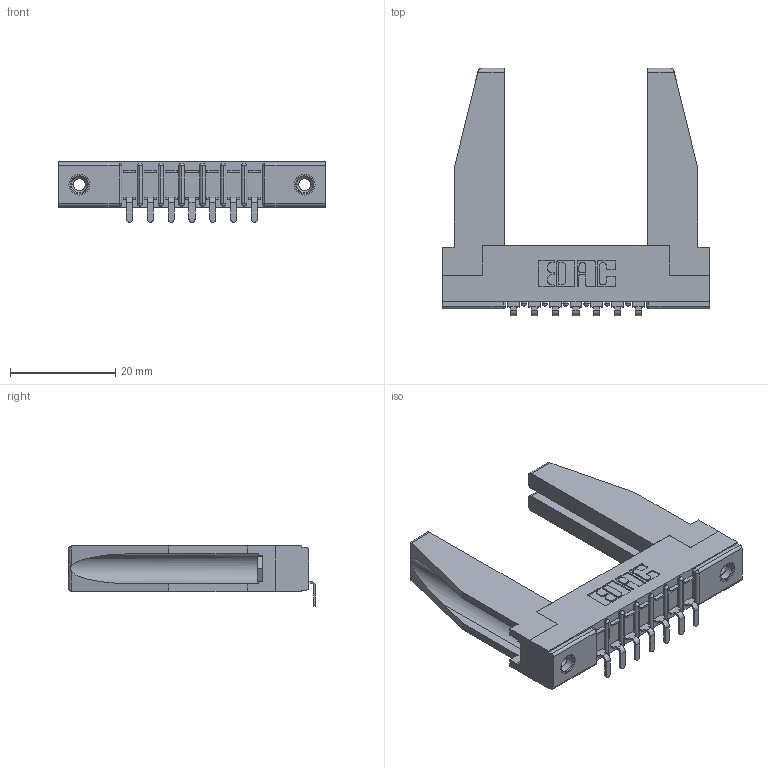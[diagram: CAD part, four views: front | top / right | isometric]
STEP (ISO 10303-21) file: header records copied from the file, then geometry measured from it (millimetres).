
FILE_DESCRIPTION (( 'STEP AP203' ), '1' );
FILE_NAME ('357-007-553-178.STEP', '2019-09-16T17:27:25', ( '' ), ( '' ), 'SwSTEP 2.0', 'SolidWorks 2016', '' );
FILE_SCHEMA (( 'CONFIG_CONTROL_DESIGN' ));
Length unit declared in the file: inch
Products named in the file (5): 357-007-553-178; 345-250-001_345-250-001-102; 307-220-078; 307-290-002_553; 307 Part_.156 Dia Mounting Holes
Assembly tree (12 placements, depth 2):
  357-007-553-178
    307 Part_.156 Dia Mounting Holes
    307-290-002_553  x7
    307-220-078  x2
    345-250-001_345-250-001-102  x2
Bounding box: 50.75 x 47.03 x 11.51 mm (x, y, z)
Volume: 7335.8 mm3; surface area: 9068.3 mm2
Topology: 12 solids, 12 shells, 802 faces, 2361 edges, 1542 vertices
Faces by surface type: plane 483, cylinder 287, sphere 16, cone 12, torus 4
Entity records: 13609 total; most frequent: CARTESIAN_POINT 2290, ORIENTED_EDGE 2236, DIRECTION 2198, EDGE_CURVE 1118, LINE 842, VECTOR 842, VERTEX_POINT 728, AXIS2_PLACEMENT_3D 678
